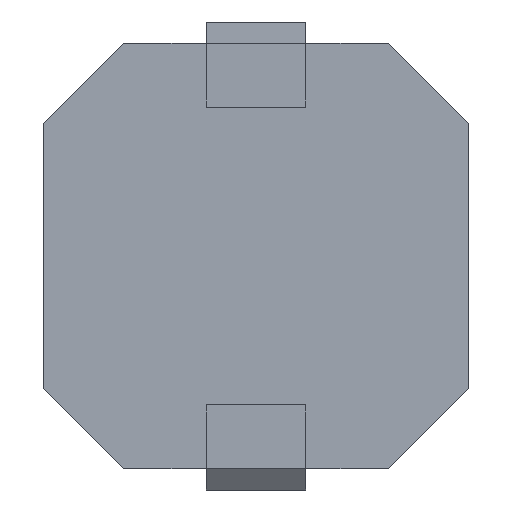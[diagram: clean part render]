
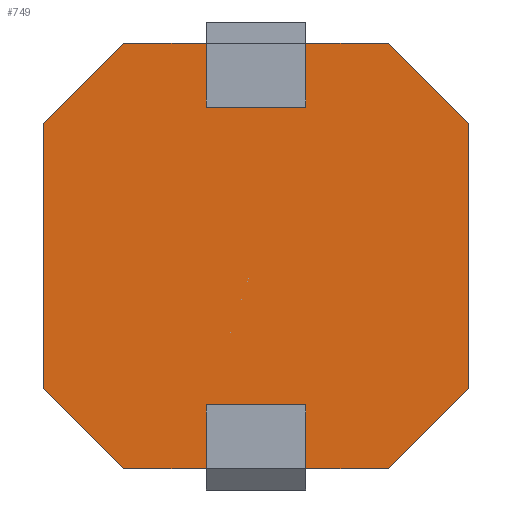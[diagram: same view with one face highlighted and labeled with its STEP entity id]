
A CAD part, front view. The second image highlights one B-rep face of the part: STEP entity #749.
In plain terms, the highlighted planar face has unit normal (0, -1, 0).
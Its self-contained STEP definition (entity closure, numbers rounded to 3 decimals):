
#72=FACE_OUTER_BOUND('',#115,.T.);
#115=EDGE_LOOP('',(#653,#654,#655,#656,#657,#658,#659,#660,#661,#662,#663,
#664,#665,#666,#667,#668));
#116=LINE('',#1002,#213);
#120=LINE('',#1010,#217);
#126=LINE('',#1021,#223);
#128=LINE('',#1027,#225);
#132=LINE('',#1035,#229);
#138=LINE('',#1046,#235);
#162=LINE('',#1095,#259);
#166=LINE('',#1102,#263);
#192=LINE('',#1161,#289);
#195=LINE('',#1167,#292);
#198=LINE('',#1173,#295);
#201=LINE('',#1178,#298);
#204=LINE('',#1183,#301);
#205=LINE('',#1186,#302);
#208=LINE('',#1192,#305);
#211=LINE('',#1197,#308);
#213=VECTOR('',#817,10.);
#217=VECTOR('',#823,10.);
#223=VECTOR('',#833,10.);
#225=VECTOR('',#839,10.);
#229=VECTOR('',#845,10.);
#235=VECTOR('',#855,10.);
#259=VECTOR('',#903,10.);
#263=VECTOR('',#907,10.);
#289=VECTOR('',#961,10.);
#292=VECTOR('',#966,10.);
#295=VECTOR('',#971,10.);
#298=VECTOR('',#976,10.);
#301=VECTOR('',#979,10.);
#302=VECTOR('',#982,10.);
#305=VECTOR('',#987,10.);
#308=VECTOR('',#992,10.);
#310=VERTEX_POINT('',#1000);
#311=VERTEX_POINT('',#1001);
#314=VERTEX_POINT('',#1009);
#316=VERTEX_POINT('',#1015);
#318=VERTEX_POINT('',#1025);
#319=VERTEX_POINT('',#1026);
#322=VERTEX_POINT('',#1034);
#324=VERTEX_POINT('',#1040);
#338=VERTEX_POINT('',#1094);
#341=VERTEX_POINT('',#1100);
#360=VERTEX_POINT('',#1160);
#362=VERTEX_POINT('',#1166);
#364=VERTEX_POINT('',#1172);
#367=VERTEX_POINT('',#1181);
#368=VERTEX_POINT('',#1185);
#370=VERTEX_POINT('',#1191);
#372=EDGE_CURVE('',#310,#311,#116,.T.);
#376=EDGE_CURVE('',#311,#314,#120,.T.);
#382=EDGE_CURVE('',#316,#310,#126,.T.);
#384=EDGE_CURVE('',#318,#319,#128,.T.);
#388=EDGE_CURVE('',#319,#322,#132,.T.);
#394=EDGE_CURVE('',#324,#318,#138,.T.);
#418=EDGE_CURVE('',#316,#338,#162,.T.);
#422=EDGE_CURVE('',#341,#314,#166,.T.);
#450=EDGE_CURVE('',#360,#341,#192,.T.);
#453=EDGE_CURVE('',#362,#360,#195,.T.);
#456=EDGE_CURVE('',#364,#362,#198,.T.);
#459=EDGE_CURVE('',#324,#364,#201,.T.);
#462=EDGE_CURVE('',#367,#322,#204,.T.);
#463=EDGE_CURVE('',#368,#367,#205,.T.);
#466=EDGE_CURVE('',#370,#368,#208,.T.);
#469=EDGE_CURVE('',#338,#370,#211,.T.);
#653=ORIENTED_EDGE('',*,*,#376,.T.);
#654=ORIENTED_EDGE('',*,*,#422,.F.);
#655=ORIENTED_EDGE('',*,*,#450,.F.);
#656=ORIENTED_EDGE('',*,*,#453,.F.);
#657=ORIENTED_EDGE('',*,*,#456,.F.);
#658=ORIENTED_EDGE('',*,*,#459,.F.);
#659=ORIENTED_EDGE('',*,*,#394,.T.);
#660=ORIENTED_EDGE('',*,*,#384,.T.);
#661=ORIENTED_EDGE('',*,*,#388,.T.);
#662=ORIENTED_EDGE('',*,*,#462,.F.);
#663=ORIENTED_EDGE('',*,*,#463,.F.);
#664=ORIENTED_EDGE('',*,*,#466,.F.);
#665=ORIENTED_EDGE('',*,*,#469,.F.);
#666=ORIENTED_EDGE('',*,*,#418,.F.);
#667=ORIENTED_EDGE('',*,*,#382,.T.);
#668=ORIENTED_EDGE('',*,*,#372,.T.);
#708=PLANE('',#812);
#749=ADVANCED_FACE('',(#72),#708,.F.);
#812=AXIS2_PLACEMENT_3D('',#1200,#996,#997);
#817=DIRECTION('',(1.,0.,0.));
#823=DIRECTION('',(0.,0.,-1.));
#833=DIRECTION('',(0.,0.,1.));
#839=DIRECTION('',(-1.,0.,0.));
#845=DIRECTION('',(0.,0.,1.));
#855=DIRECTION('',(0.,0.,-1.));
#903=DIRECTION('',(-1.,0.,0.));
#907=DIRECTION('',(-1.,0.,0.));
#961=DIRECTION('',(-0.707,0.,-0.707));
#966=DIRECTION('',(0.,0.,-1.));
#971=DIRECTION('',(0.707,0.,-0.707));
#976=DIRECTION('',(1.,0.,0.));
#979=DIRECTION('',(1.,0.,0.));
#982=DIRECTION('',(0.707,0.,0.707));
#987=DIRECTION('',(0.,0.,1.));
#992=DIRECTION('',(-0.707,0.,0.707));
#996=DIRECTION('center_axis',(0.,1.,0.));
#997=DIRECTION('ref_axis',(0.,0.,1.));
#1000=CARTESIAN_POINT('',(-0.7,0.,-2.1));
#1001=CARTESIAN_POINT('',(0.7,0.,-2.1));
#1002=CARTESIAN_POINT('',(0.35,0.,-2.1));
#1009=CARTESIAN_POINT('',(0.7,0.,-3.));
#1010=CARTESIAN_POINT('',(0.7,0.,-1.5));
#1015=CARTESIAN_POINT('',(-0.7,0.,-3.));
#1021=CARTESIAN_POINT('',(-0.7,0.,-1.05));
#1025=CARTESIAN_POINT('',(0.7,0.,2.1));
#1026=CARTESIAN_POINT('',(-0.7,0.,2.1));
#1027=CARTESIAN_POINT('',(-0.35,0.,2.1));
#1034=CARTESIAN_POINT('',(-0.7,0.,3.));
#1035=CARTESIAN_POINT('',(-0.7,0.,1.5));
#1040=CARTESIAN_POINT('',(0.7,0.,3.));
#1046=CARTESIAN_POINT('',(0.7,0.,1.05));
#1094=CARTESIAN_POINT('',(-1.869,0.,-3.));
#1095=CARTESIAN_POINT('',(3.,0.,-3.));
#1100=CARTESIAN_POINT('',(1.869,0.,-3.));
#1102=CARTESIAN_POINT('',(3.,0.,-3.));
#1160=CARTESIAN_POINT('',(3.,0.,-1.869));
#1161=CARTESIAN_POINT('',(4.869,0.,0.));
#1166=CARTESIAN_POINT('',(3.,0.,1.869));
#1167=CARTESIAN_POINT('',(3.,0.,3.));
#1172=CARTESIAN_POINT('',(1.869,0.,3.));
#1173=CARTESIAN_POINT('',(0.,0.,4.869));
#1178=CARTESIAN_POINT('',(-3.,0.,3.));
#1181=CARTESIAN_POINT('',(-1.869,0.,3.));
#1183=CARTESIAN_POINT('',(-3.,0.,3.));
#1185=CARTESIAN_POINT('',(-3.,0.,1.869));
#1186=CARTESIAN_POINT('',(-4.869,0.,0.));
#1191=CARTESIAN_POINT('',(-3.,0.,-1.869));
#1192=CARTESIAN_POINT('',(-3.,0.,-3.));
#1197=CARTESIAN_POINT('',(0.,0.,-4.869));
#1200=CARTESIAN_POINT('Origin',(0.,0.,0.));
